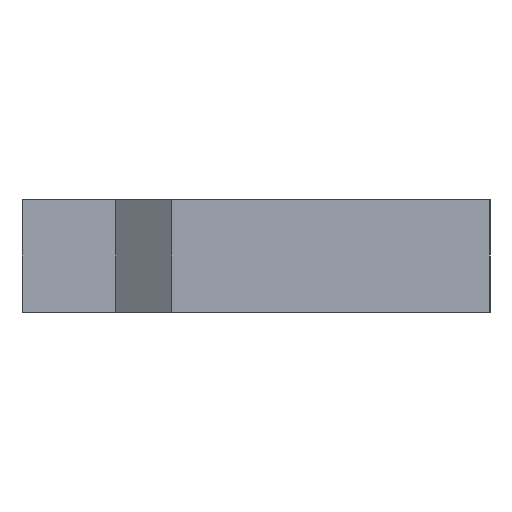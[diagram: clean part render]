
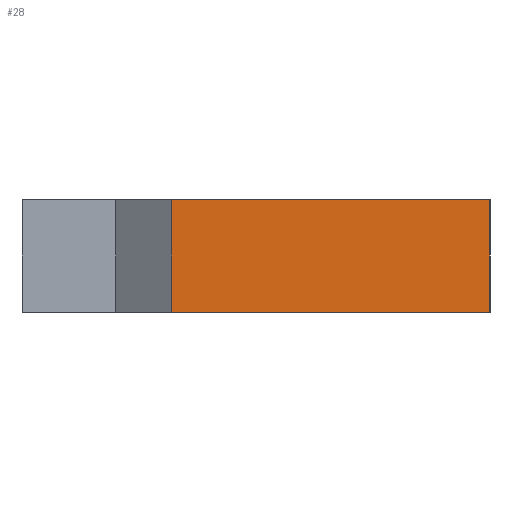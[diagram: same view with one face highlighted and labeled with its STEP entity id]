
A CAD part, left-side view. The second image highlights one B-rep face of the part: STEP entity #28.
In plain terms, the highlighted planar face has unit normal (-1, 0, 0).
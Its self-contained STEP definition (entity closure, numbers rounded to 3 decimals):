
#13 = CARTESIAN_POINT ( 'NONE',  ( -150.804, 27.863, 0. ) ) ;
#28 = ADVANCED_FACE ( 'NONE', ( #67 ), #240, .F. ) ;
#29 = CARTESIAN_POINT ( 'NONE',  ( -150.804, 10.863, 6. ) ) ;
#41 = EDGE_CURVE ( 'NONE', #284, #223, #334, .T. ) ;
#47 = DIRECTION ( 'NONE',  ( 0., 0., -1. ) ) ;
#52 = ORIENTED_EDGE ( 'NONE', *, *, #230, .T. ) ;
#65 = CARTESIAN_POINT ( 'NONE',  ( -150.804, 27.863, 0. ) ) ;
#67 = FACE_OUTER_BOUND ( 'NONE', #274, .T. ) ;
#76 = EDGE_CURVE ( 'NONE', #284, #79, #181, .T. ) ;
#79 = VERTEX_POINT ( 'NONE', #29 ) ;
#98 = CARTESIAN_POINT ( 'NONE',  ( -150.804, 27.863, 6. ) ) ;
#100 = VECTOR ( 'NONE', #263, 1000. ) ;
#111 = CARTESIAN_POINT ( 'NONE',  ( -150.804, 27.863, 6. ) ) ;
#120 = CARTESIAN_POINT ( 'NONE',  ( -150.804, 10.863, 0. ) ) ;
#133 = DIRECTION ( 'NONE',  ( 0., -1., 0. ) ) ;
#142 = LINE ( 'NONE', #205, #285 ) ;
#151 = VERTEX_POINT ( 'NONE', #120 ) ;
#181 = LINE ( 'NONE', #111, #100 ) ;
#186 = DIRECTION ( 'NONE',  ( 0., 0., -1. ) ) ;
#196 = DIRECTION ( 'NONE',  ( 1., 0., 0. ) ) ;
#204 = DIRECTION ( 'NONE',  ( 0., 0., -1. ) ) ;
#205 = CARTESIAN_POINT ( 'NONE',  ( -150.804, 10.863, 6. ) ) ;
#217 = VECTOR ( 'NONE', #133, 1000. ) ;
#219 = EDGE_CURVE ( 'NONE', #79, #151, #142, .T. ) ;
#223 = VERTEX_POINT ( 'NONE', #13 ) ;
#230 = EDGE_CURVE ( 'NONE', #223, #151, #297, .T. ) ;
#233 = ORIENTED_EDGE ( 'NONE', *, *, #219, .F. ) ;
#240 = PLANE ( 'NONE',  #330 ) ;
#258 = ORIENTED_EDGE ( 'NONE', *, *, #76, .F. ) ;
#263 = DIRECTION ( 'NONE',  ( 0., -1., 0. ) ) ;
#274 = EDGE_LOOP ( 'NONE', ( #52, #233, #258, #337 ) ) ;
#277 = VECTOR ( 'NONE', #204, 1000. ) ;
#284 = VERTEX_POINT ( 'NONE', #98 ) ;
#285 = VECTOR ( 'NONE', #186, 1000. ) ;
#297 = LINE ( 'NONE', #65, #217 ) ;
#330 = AXIS2_PLACEMENT_3D ( 'NONE', #367, #196, #47 ) ;
#334 = LINE ( 'NONE', #346, #277 ) ;
#337 = ORIENTED_EDGE ( 'NONE', *, *, #41, .T. ) ;
#346 = CARTESIAN_POINT ( 'NONE',  ( -150.804, 27.863, 6. ) ) ;
#367 = CARTESIAN_POINT ( 'NONE',  ( -150.804, 27.863, 6. ) ) ;
